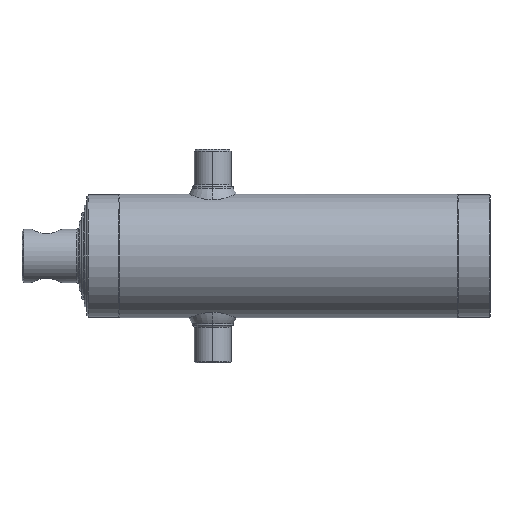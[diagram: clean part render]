
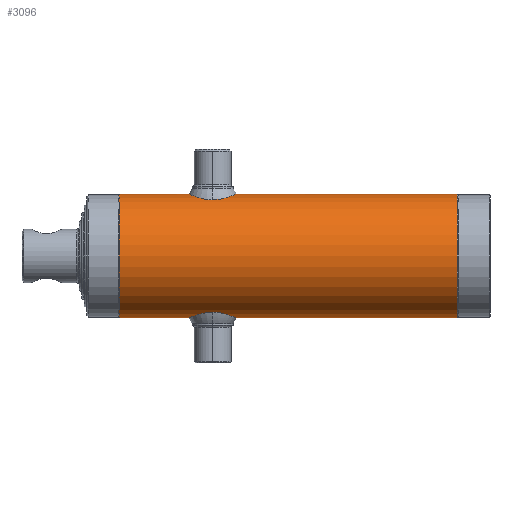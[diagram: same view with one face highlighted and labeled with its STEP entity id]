
A CAD part, left-side view. The second image highlights one B-rep face of the part: STEP entity #3096.
In plain terms, the highlighted cylindrical face has radius 75.75 mm (diameter 151.5 mm), a partial arc.
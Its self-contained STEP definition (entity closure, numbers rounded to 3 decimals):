
#14 = CARTESIAN_POINT ( 'NONE',  ( -5.846, 340.366, 75.524 ) ) ;
#17 = CARTESIAN_POINT ( 'NONE',  ( 0., 522.61, 75.75 ) ) ;
#53 = CARTESIAN_POINT ( 'NONE',  ( -5.798, 340.556, 75.528 ) ) ;
#72 = VECTOR ( 'NONE', #4326, 1000. ) ;
#81 = CARTESIAN_POINT ( 'NONE',  ( -5.683, 340.933, 75.537 ) ) ;
#116 = CARTESIAN_POINT ( 'NONE',  ( -5.616, 341.12, 75.542 ) ) ;
#128 = CIRCLE ( 'NONE', #633, 75.75 ) ;
#186 = CARTESIAN_POINT ( 'NONE',  ( -5.39, 341.665, 75.558 ) ) ;
#530 = CARTESIAN_POINT ( 'NONE',  ( -5.206, 342.009, 75.571 ) ) ;
#534 = DIRECTION ( 'NONE',  ( 0., 0., 1. ) ) ;
#556 = CARTESIAN_POINT ( 'NONE',  ( -4.77, 342.661, 75.6 ) ) ;
#590 = CARTESIAN_POINT ( 'NONE',  ( -4.516, 342.969, 75.616 ) ) ;
#633 = AXIS2_PLACEMENT_3D ( 'NONE', #2583, #7607, #3294 ) ;
#727 = CARTESIAN_POINT ( 'NONE',  ( -3.963, 343.522, 75.647 ) ) ;
#752 = CARTESIAN_POINT ( 'NONE',  ( -3.661, 343.77, 75.662 ) ) ;
#783 = CARTESIAN_POINT ( 'NONE',  ( -3.004, 344.209, 75.691 ) ) ;
#820 = CARTESIAN_POINT ( 'NONE',  ( -2.656, 344.394, 75.704 ) ) ;
#856 = CARTESIAN_POINT ( 'NONE',  ( -2.114, 344.619, 75.721 ) ) ;
#880 = CARTESIAN_POINT ( 'NONE',  ( -1.93, 344.685, 75.726 ) ) ;
#941 = EDGE_CURVE ( 'NONE', #6103, #3713, #3844, .T. ) ;
#1076 = ORIENTED_EDGE ( 'NONE', *, *, #4561, .T. ) ;
#1315 = CARTESIAN_POINT ( 'NONE',  ( -1.554, 344.799, 75.734 ) ) ;
#1411 = CARTESIAN_POINT ( 'NONE',  ( -1.361, 344.847, 75.738 ) ) ;
#1441 = CARTESIAN_POINT ( 'NONE',  ( -0.781, 344.962, 75.747 ) ) ;
#1448 = ORIENTED_EDGE ( 'NONE', *, *, #6212, .T. ) ;
#1475 = CARTESIAN_POINT ( 'NONE',  ( 0., 345., 75.75 ) ) ;
#1510 = CARTESIAN_POINT ( 'NONE',  ( -0.392, 345., 75.75 ) ) ;
#1711 = VERTEX_POINT ( 'NONE', #6968 ) ;
#2249 = CARTESIAN_POINT ( 'NONE',  ( 0., 453., 75.75 ) ) ;
#2269 = DIRECTION ( 'NONE',  ( 0., 1., 0. ) ) ;
#2559 = CARTESIAN_POINT ( 'NONE',  ( 0., 333., 75.75 ) ) ;
#2583 = CARTESIAN_POINT ( 'NONE',  ( 0., 453., 0. ) ) ;
#2720 = LINE ( 'NONE', #7622, #8228 ) ;
#2797 = CARTESIAN_POINT ( 'NONE',  ( 0., 345., 75.75 ) ) ;
#2883 = ORIENTED_EDGE ( 'NONE', *, *, #7182, .F. ) ;
#2979 = CARTESIAN_POINT ( 'NONE',  ( 0., 522.61, 0. ) ) ;
#3096 = ADVANCED_FACE ( 'NONE', ( #7617 ), #8860, .T. ) ;
#3294 = DIRECTION ( 'NONE',  ( 0., 0., 1. ) ) ;
#3298 = AXIS2_PLACEMENT_3D ( 'NONE', #2979, #2269, #3699 ) ;
#3367 = LINE ( 'NONE', #6446, #7204 ) ;
#3699 = DIRECTION ( 'NONE',  ( 0., 0., 1. ) ) ;
#3713 = VERTEX_POINT ( 'NONE', #2559 ) ;
#3844 = B_SPLINE_CURVE_WITH_KNOTS ( 'NONE', 3,
 ( #1475, #1510, #1441, #1411, #1315, #880, #856, #820, #783, #752, #727, #590, #556, #530, #186, #116, #81, #53, #14, #9249, #9312, #9273, #9178, #9211, #9148, #8815, #8782, #8743, #8713, #8616, #8558, #8683, #8594, #8647, #8527, #8493, #8465, #8421, #7945, #8044, #8077, #8016 ),
 .UNSPECIFIED., .F., .F.,
 ( 4, 2, 2, 2, 2, 2, 2, 2, 2, 2, 2, 2, 2, 2, 2, 2, 2, 2, 2, 2, 4 ),
 ( 0.019, 0.02, 0.021, 0.021, 0.022, 0.023, 0.025, 0.026, 0.026, 0.027, 0.028, 0.029, 0.03, 0.03, 0.032, 0.033, 0.034, 0.035, 0.035, 0.036, 0.038 ),
 .UNSPECIFIED. ) ;
#4038 = DIRECTION ( 'NONE',  ( 0., 1., 0. ) ) ;
#4326 = DIRECTION ( 'NONE',  ( 0., 1., 0. ) ) ;
#4380 = CARTESIAN_POINT ( 'NONE',  ( 0., 40., -75.75 ) ) ;
#4561 = EDGE_CURVE ( 'NONE', #8550, #3713, #7479, .T. ) ;
#4805 = ORIENTED_EDGE ( 'NONE', *, *, #941, .F. ) ;
#4833 = DIRECTION ( 'NONE',  ( 0., 1., 0. ) ) ;
#4933 = CARTESIAN_POINT ( 'NONE',  ( 0., 40., 75.75 ) ) ;
#5239 = EDGE_CURVE ( 'NONE', #6901, #1711, #2720, .T. ) ;
#5270 = EDGE_CURVE ( 'NONE', #6901, #8550, #6126, .T. ) ;
#5534 = EDGE_LOOP ( 'NONE', ( #8460, #8022, #1076, #4805, #1448, #2883 ) ) ;
#5719 = DIRECTION ( 'NONE',  ( 0., 1., 0. ) ) ;
#6103 = VERTEX_POINT ( 'NONE', #2797 ) ;
#6126 = CIRCLE ( 'NONE', #8320, 75.75 ) ;
#6212 = EDGE_CURVE ( 'NONE', #6103, #7793, #3367, .T. ) ;
#6446 = CARTESIAN_POINT ( 'NONE',  ( 0., 522.61, 75.75 ) ) ;
#6901 = VERTEX_POINT ( 'NONE', #4380 ) ;
#6968 = CARTESIAN_POINT ( 'NONE',  ( 0., 453., -75.75 ) ) ;
#7182 = EDGE_CURVE ( 'NONE', #1711, #7793, #128, .T. ) ;
#7204 = VECTOR ( 'NONE', #5719, 1000. ) ;
#7479 = LINE ( 'NONE', #17, #72 ) ;
#7607 = DIRECTION ( 'NONE',  ( 0., 1., 0. ) ) ;
#7617 = FACE_OUTER_BOUND ( 'NONE', #5534, .T. ) ;
#7622 = CARTESIAN_POINT ( 'NONE',  ( 0., 522.61, -75.75 ) ) ;
#7793 = VERTEX_POINT ( 'NONE', #2249 ) ;
#7945 = CARTESIAN_POINT ( 'NONE',  ( -1.565, 333.194, 75.735 ) ) ;
#8016 = CARTESIAN_POINT ( 'NONE',  ( 0., 333., 75.75 ) ) ;
#8022 = ORIENTED_EDGE ( 'NONE', *, *, #5270, .T. ) ;
#8044 = CARTESIAN_POINT ( 'NONE',  ( -0.789, 333.039, 75.747 ) ) ;
#8077 = CARTESIAN_POINT ( 'NONE',  ( -0.397, 333., 75.75 ) ) ;
#8228 = VECTOR ( 'NONE', #4038, 1000. ) ;
#8320 = AXIS2_PLACEMENT_3D ( 'NONE', #9130, #4833, #534 ) ;
#8421 = CARTESIAN_POINT ( 'NONE',  ( -1.942, 333.309, 75.726 ) ) ;
#8460 = ORIENTED_EDGE ( 'NONE', *, *, #5239, .F. ) ;
#8465 = CARTESIAN_POINT ( 'NONE',  ( -2.483, 333.534, 75.71 ) ) ;
#8493 = CARTESIAN_POINT ( 'NONE',  ( -2.66, 333.618, 75.703 ) ) ;
#8527 = CARTESIAN_POINT ( 'NONE',  ( -3.006, 333.804, 75.691 ) ) ;
#8550 = VERTEX_POINT ( 'NONE', #4933 ) ;
#8558 = CARTESIAN_POINT ( 'NONE',  ( -4.522, 335.037, 75.615 ) ) ;
#8594 = CARTESIAN_POINT ( 'NONE',  ( -3.667, 334.235, 75.662 ) ) ;
#8616 = CARTESIAN_POINT ( 'NONE',  ( -4.775, 335.346, 75.6 ) ) ;
#8647 = CARTESIAN_POINT ( 'NONE',  ( -3.176, 333.906, 75.684 ) ) ;
#8683 = CARTESIAN_POINT ( 'NONE',  ( -3.969, 334.483, 75.646 ) ) ;
#8713 = CARTESIAN_POINT ( 'NONE',  ( -5.21, 335.998, 75.571 ) ) ;
#8743 = CARTESIAN_POINT ( 'NONE',  ( -5.394, 336.343, 75.558 ) ) ;
#8782 = CARTESIAN_POINT ( 'NONE',  ( -5.62, 336.888, 75.541 ) ) ;
#8815 = CARTESIAN_POINT ( 'NONE',  ( -5.686, 337.076, 75.536 ) ) ;
#8860 = CYLINDRICAL_SURFACE ( 'NONE', #3298, 75.75 ) ;
#9130 = CARTESIAN_POINT ( 'NONE',  ( 0., 40., 0. ) ) ;
#9148 = CARTESIAN_POINT ( 'NONE',  ( -5.8, 337.452, 75.528 ) ) ;
#9178 = CARTESIAN_POINT ( 'NONE',  ( -5.962, 338.218, 75.515 ) ) ;
#9211 = CARTESIAN_POINT ( 'NONE',  ( -5.848, 337.643, 75.524 ) ) ;
#9249 = CARTESIAN_POINT ( 'NONE',  ( -5.961, 339.79, 75.515 ) ) ;
#9273 = CARTESIAN_POINT ( 'NONE',  ( -6., 338.609, 75.512 ) ) ;
#9312 = CARTESIAN_POINT ( 'NONE',  ( -6., 339.401, 75.512 ) ) ;
